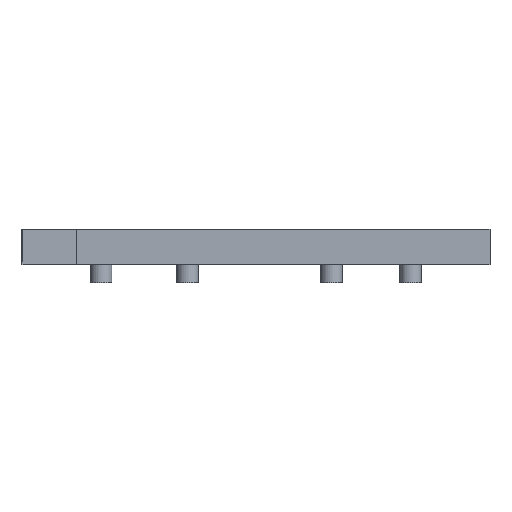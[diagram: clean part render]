
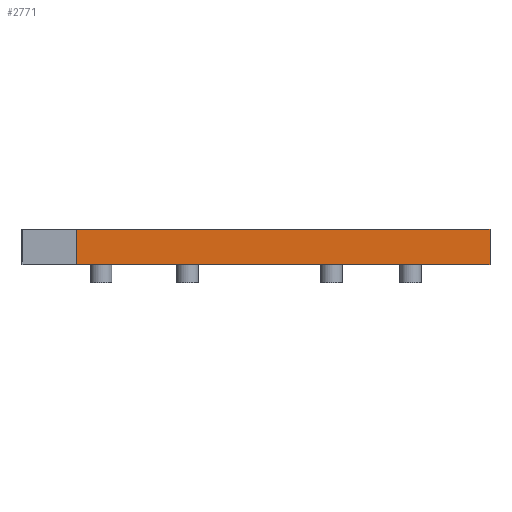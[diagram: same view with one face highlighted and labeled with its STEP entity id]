
A CAD part, front view. The second image highlights one B-rep face of the part: STEP entity #2771.
In plain terms, the highlighted planar face has unit normal (0, -1, 0).
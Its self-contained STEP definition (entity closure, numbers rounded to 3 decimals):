
#143=PLANE('',#3055);
#263=FACE_OUTER_BOUND('',#471,.T.);
#471=EDGE_LOOP('',(#2385,#2386,#2387,#2388));
#613=LINE('',#4329,#862);
#635=LINE('',#4403,#884);
#640=LINE('',#4431,#889);
#739=LINE('',#4684,#988);
#862=VECTOR('',#3375,10.);
#884=VECTOR('',#3439,10.);
#889=VECTOR('',#3474,10.);
#988=VECTOR('',#3767,10.);
#1306=VERTEX_POINT('',#4326);
#1307=VERTEX_POINT('',#4328);
#1338=VERTEX_POINT('',#4402);
#1346=VERTEX_POINT('',#4430);
#1582=EDGE_CURVE('',#1307,#1306,#613,.T.);
#1620=EDGE_CURVE('',#1307,#1338,#635,.T.);
#1631=EDGE_CURVE('',#1338,#1346,#640,.T.);
#1754=EDGE_CURVE('',#1306,#1346,#739,.T.);
#2385=ORIENTED_EDGE('',*,*,#1582,.T.);
#2386=ORIENTED_EDGE('',*,*,#1754,.T.);
#2387=ORIENTED_EDGE('',*,*,#1631,.F.);
#2388=ORIENTED_EDGE('',*,*,#1620,.F.);
#2771=ADVANCED_FACE('',(#263),#143,.T.);
#3055=AXIS2_PLACEMENT_3D('',#4685,#3768,#3769);
#3375=DIRECTION('',(-1.,0.,0.));
#3439=DIRECTION('',(0.,0.,-1.));
#3474=DIRECTION('',(-1.,0.,0.));
#3767=DIRECTION('',(0.,0.,-1.));
#3768=DIRECTION('center_axis',(0.,-1.,0.));
#3769=DIRECTION('ref_axis',(0.,0.,-1.));
#4326=CARTESIAN_POINT('',(0.,-15.,10.65));
#4328=CARTESIAN_POINT('',(115.,-15.,10.65));
#4329=CARTESIAN_POINT('',(50.,-15.,10.65));
#4402=CARTESIAN_POINT('',(115.,-15.,0.65));
#4403=CARTESIAN_POINT('',(115.,-15.,11.65));
#4430=CARTESIAN_POINT('',(0.,-15.,0.65));
#4431=CARTESIAN_POINT('',(115.,-15.,0.65));
#4684=CARTESIAN_POINT('',(0.,-15.,5.65));
#4685=CARTESIAN_POINT('Origin',(50.,-15.,8.65));
